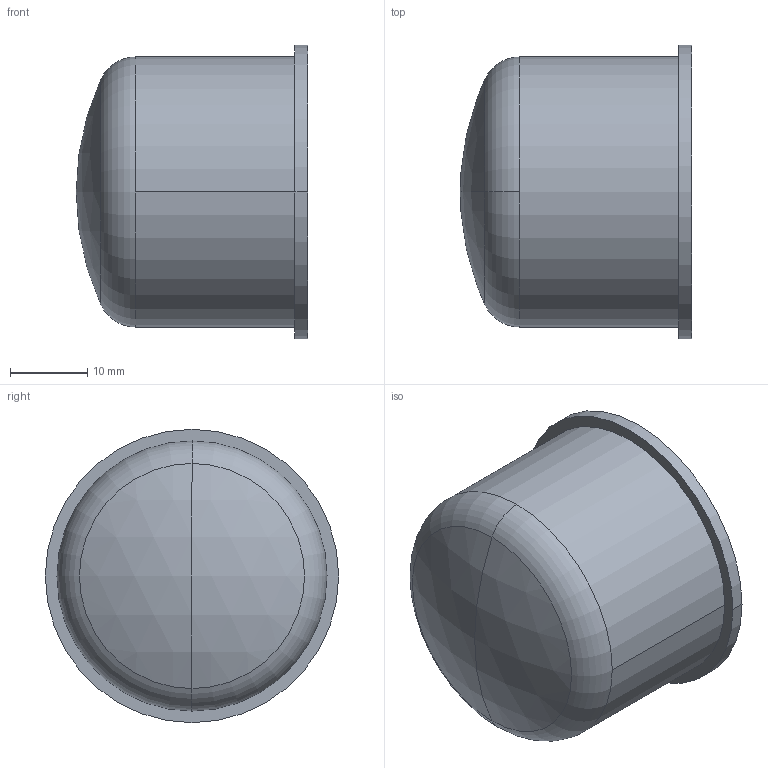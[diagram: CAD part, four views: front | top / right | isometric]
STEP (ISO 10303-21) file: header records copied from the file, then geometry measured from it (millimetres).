
FILE_DESCRIPTION( ( '' ), '1' );
FILE_NAME( 'AGRU_25054002507_PE 100 schwarz_Endkappe_25 - MOP 16 bar_105.stp', '2012-06-20T13:10:02', ( '' ), ( '' ), ' ', ' ', ' ' );
FILE_SCHEMA( ( 'CONFIG_CONTROL_DESIGN' ) );
Length unit declared in the file: millimetre
Products named in the file (1): 1
Bounding box: 30 x 38 x 38 mm (x, y, z)
Volume: 15767.7 mm3; surface area: 6793.5 mm2
Topology: 1 solids, 1 shells, 19 faces, 40 edges, 26 vertices
Faces by surface type: cylinder 8, sphere 4, torus 4, plane 3
Entity records: 574 total; most frequent: DIRECTION 112, CARTESIAN_POINT 86, ORIENTED_EDGE 80, AXIS2_PLACEMENT_3D 52, EDGE_CURVE 40, CIRCLE 32, VERTEX_POINT 26, EDGE_LOOP 22
